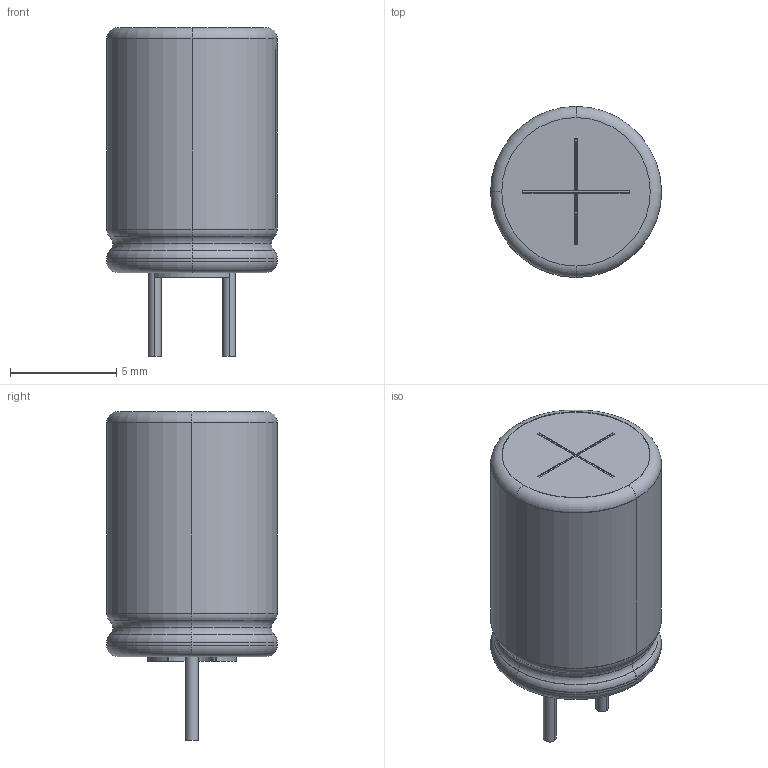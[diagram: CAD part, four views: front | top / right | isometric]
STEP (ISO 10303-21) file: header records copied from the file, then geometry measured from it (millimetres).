
FILE_DESCRIPTION(('FreeCAD Model'),'2;1');
FILE_NAME( 'User_Library_Cap_electro_8x11_5x3_5mm_sp.step', '2018-12-30T19:18:38',('kicad StepUp'),('ksu MCAD'), 'Open CASCADE STEP processor 7.2','FreeCAD','Unknown');
FILE_SCHEMA(('AUTOMOTIVE_DESIGN { 1 0 10303 214 1 1 1 1 }'));
Length unit declared in the file: millimetre
Products named in the file (1): User_Library_Cap_electro_8x11_5x3_5mm_sp
Bounding box: 8.05 x 8.05 x 15.5 mm (x, y, z)
Surface area: 707.4 mm2 (no closed solid volume)
Topology: 0 solids, 3 shells, 94 faces, 242 edges, 165 vertices
Faces by surface type: cylinder 58, torus 30, plane 6
Entity records: 3586 total; most frequent: CARTESIAN_POINT 574, DIRECTION 543, ORIENTED_EDGE 448, EDGE_CURVE 242, AXIS2_PLACEMENT_3D 230, VERTEX_POINT 165, CIRCLE 135, FACE_BOUND 107
